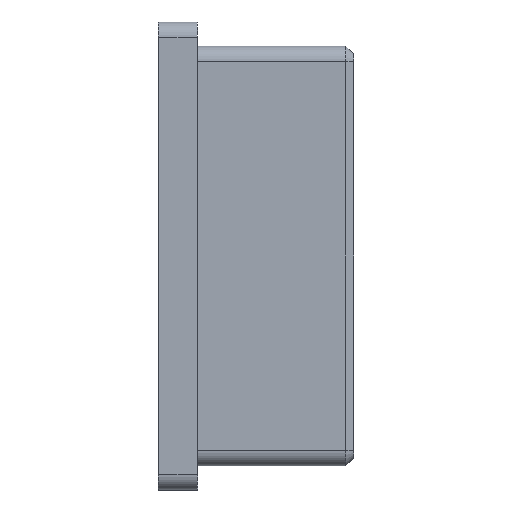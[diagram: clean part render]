
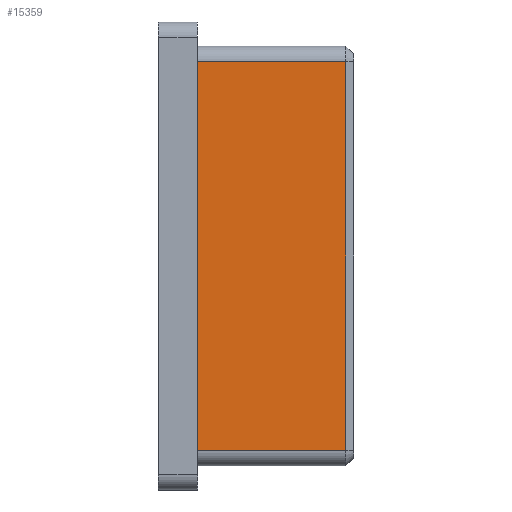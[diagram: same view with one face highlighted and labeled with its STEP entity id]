
A CAD part, left-side view. The second image highlights one B-rep face of the part: STEP entity #15359.
In plain terms, the highlighted planar face has unit normal (-1, 0, 0).
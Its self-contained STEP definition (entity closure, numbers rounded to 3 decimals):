
#284 = DIRECTION ( 'NONE',  ( 0., -1., 0. ) ) ;
#2178 = EDGE_CURVE ( 'NONE', #9175, #16425, #2210, .T. ) ;
#2210 = LINE ( 'NONE', #16652, #5045 ) ;
#2531 = DIRECTION ( 'NONE',  ( 0., 0., -1. ) ) ;
#2726 = EDGE_LOOP ( 'NONE', ( #3374, #8523, #8658, #8266 ) ) ;
#3374 = ORIENTED_EDGE ( 'NONE', *, *, #2178, .T. ) ;
#4169 = VECTOR ( 'NONE', #5989, 1000. ) ;
#5045 = VECTOR ( 'NONE', #284, 1000. ) ;
#5219 = CARTESIAN_POINT ( 'NONE',  ( -26.9, 0., 24.9 ) ) ;
#5989 = DIRECTION ( 'NONE',  ( 0., 0., -1. ) ) ;
#6229 = PLANE ( 'NONE',  #15897 ) ;
#6343 = DIRECTION ( 'NONE',  ( 1., 0., 0. ) ) ;
#6546 = VERTEX_POINT ( 'NONE', #16501 ) ;
#7572 = DIRECTION ( 'NONE',  ( 0., 0., 1. ) ) ;
#7647 = LINE ( 'NONE', #13727, #4169 ) ;
#8266 = ORIENTED_EDGE ( 'NONE', *, *, #8909, .T. ) ;
#8523 = ORIENTED_EDGE ( 'NONE', *, *, #13143, .T. ) ;
#8658 = ORIENTED_EDGE ( 'NONE', *, *, #10277, .T. ) ;
#8775 = VERTEX_POINT ( 'NONE', #5219 ) ;
#8909 = EDGE_CURVE ( 'NONE', #8775, #9175, #7647, .T. ) ;
#9046 = LINE ( 'NONE', #9286, #11444 ) ;
#9111 = FACE_OUTER_BOUND ( 'NONE', #2726, .T. ) ;
#9175 = VERTEX_POINT ( 'NONE', #16288 ) ;
#9286 = CARTESIAN_POINT ( 'NONE',  ( -26.9, -20., 24.9 ) ) ;
#10277 = EDGE_CURVE ( 'NONE', #6546, #8775, #9046, .T. ) ;
#11130 = LINE ( 'NONE', #15276, #11751 ) ;
#11444 = VECTOR ( 'NONE', #14444, 1000. ) ;
#11751 = VECTOR ( 'NONE', #7572, 1000. ) ;
#13143 = EDGE_CURVE ( 'NONE', #16425, #6546, #11130, .T. ) ;
#13727 = CARTESIAN_POINT ( 'NONE',  ( -26.9, 0., 26.9 ) ) ;
#14444 = DIRECTION ( 'NONE',  ( 0., 1., 0. ) ) ;
#14932 = CARTESIAN_POINT ( 'NONE',  ( -26.9, -19., -24.9 ) ) ;
#15276 = CARTESIAN_POINT ( 'NONE',  ( -26.9, -19., 24.9 ) ) ;
#15359 = ADVANCED_FACE ( 'NONE', ( #9111 ), #6229, .F. ) ;
#15897 = AXIS2_PLACEMENT_3D ( 'NONE', #16757, #6343, #2531 ) ;
#16288 = CARTESIAN_POINT ( 'NONE',  ( -26.9, 0., -24.9 ) ) ;
#16425 = VERTEX_POINT ( 'NONE', #14932 ) ;
#16501 = CARTESIAN_POINT ( 'NONE',  ( -26.9, -19., 24.9 ) ) ;
#16652 = CARTESIAN_POINT ( 'NONE',  ( -26.9, -20., -24.9 ) ) ;
#16757 = CARTESIAN_POINT ( 'NONE',  ( -26.9, -20., 26.9 ) ) ;
